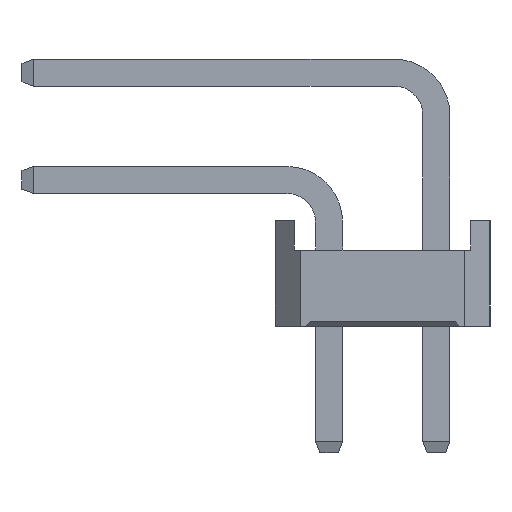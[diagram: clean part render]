
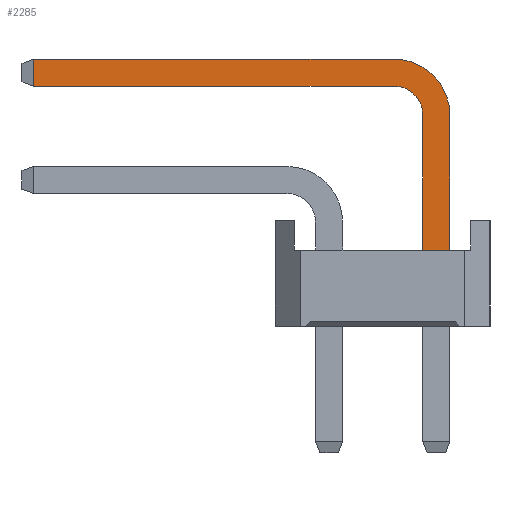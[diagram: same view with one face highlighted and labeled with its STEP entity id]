
A CAD part, left-side view. The second image highlights one B-rep face of the part: STEP entity #2285.
In plain terms, the highlighted planar face has unit normal (-1, 0, 0).
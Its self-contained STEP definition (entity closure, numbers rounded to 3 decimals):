
#2285=ADVANCED_FACE('',(#7260),#7262,.T.);
#7260=FACE_BOUND('',#7261,.T.);
#7261=EDGE_LOOP('',(#11187,#11188,#11189,#11190,#11191,#11192,#11193,#11194));
#7262=PLANE('',#7263);
#7263=AXIS2_PLACEMENT_3D('',#7264,#7265,#7266);
#7264=CARTESIAN_POINT('',(-0.32,-2.22,-3.));
#7265=DIRECTION('',(-1.,0.,0.));
#7266=DIRECTION('',(0.,-1.,0.));
#11187=ORIENTED_EDGE('',*,*,#13586,.F.);
#11188=ORIENTED_EDGE('',*,*,#13587,.F.);
#11189=ORIENTED_EDGE('',*,*,#13588,.F.);
#11190=ORIENTED_EDGE('',*,*,#13589,.F.);
#11191=ORIENTED_EDGE('',*,*,#12949,.T.);
#11192=ORIENTED_EDGE('',*,*,#13585,.T.);
#11193=ORIENTED_EDGE('',*,*,#13590,.T.);
#11194=ORIENTED_EDGE('',*,*,#13591,.T.);
#12949=EDGE_CURVE('',#14718,#14716,#14719,.T.);
#13585=EDGE_CURVE('',#14716,#15720,#15722,.T.);
#13586=EDGE_CURVE('',#15723,#15724,#15725,.T.);
#13587=EDGE_CURVE('',#15726,#15723,#15727,.T.);
#13588=EDGE_CURVE('',#15728,#15726,#15729,.T.);
#13589=EDGE_CURVE('',#14718,#15728,#15730,.T.);
#13590=EDGE_CURVE('',#15720,#15731,#15732,.T.);
#13591=EDGE_CURVE('',#15731,#15724,#15733,.T.);
#14716=VERTEX_POINT('',#17704);
#14718=VERTEX_POINT('',#17708);
#14719=LINE('',#17709,#17710);
#15720=VERTEX_POINT('',#20022);
#15722=LINE('',#20026,#20027);
#15723=VERTEX_POINT('',#20029);
#15724=VERTEX_POINT('',#20030);
#15725=LINE('',#20031,#20032);
#15726=VERTEX_POINT('',#20034);
#15727=LINE('',#20035,#20036);
#15728=VERTEX_POINT('',#20038);
#15729=CIRCLE('',#20039,0.68);
#15730=LINE('',#20043,#20044);
#15731=VERTEX_POINT('',#20046);
#15732=CIRCLE('',#20047,1.32);
#15733=LINE('',#20051,#20052);
#17704=CARTESIAN_POINT('',(-0.32,-2.86,1.8));
#17708=CARTESIAN_POINT('',(-0.32,-2.22,1.8));
#17709=CARTESIAN_POINT('',(-0.32,-2.22,1.8));
#17710=VECTOR('',#17711,1.);
#17711=DIRECTION('',(0.,-1.,0.));
#20022=CARTESIAN_POINT('',(-0.32,-2.86,5.));
#20026=CARTESIAN_POINT('',(-0.32,-2.86,1.8));
#20027=VECTOR('',#20028,1.);
#20028=DIRECTION('',(0.,0.,1.));
#20029=CARTESIAN_POINT('',(-0.32,6.995,5.68));
#20030=CARTESIAN_POINT('',(-0.32,6.995,6.32));
#20031=CARTESIAN_POINT('',(-0.32,6.995,5.68));
#20032=VECTOR('',#20033,1.);
#20033=DIRECTION('',(0.,0.,1.));
#20034=CARTESIAN_POINT('',(-0.32,-1.54,5.68));
#20035=CARTESIAN_POINT('',(-0.32,-1.54,5.68));
#20036=VECTOR('',#20037,1.);
#20037=DIRECTION('',(0.,1.,0.));
#20038=CARTESIAN_POINT('',(-0.32,-2.22,5.));
#20039=AXIS2_PLACEMENT_3D('',#20040,#20041,#20042);
#20040=CARTESIAN_POINT('',(-0.32,-1.54,5.));
#20041=DIRECTION('',(-1.,-0.,0.));
#20042=DIRECTION('',(0.,-1.,0.));
#20043=CARTESIAN_POINT('',(-0.32,-2.22,1.8));
#20044=VECTOR('',#20045,1.);
#20045=DIRECTION('',(0.,0.,1.));
#20046=CARTESIAN_POINT('',(-0.32,-1.54,6.32));
#20047=AXIS2_PLACEMENT_3D('',#20048,#20049,#20050);
#20048=CARTESIAN_POINT('',(-0.32,-1.54,5.));
#20049=DIRECTION('',(-1.,-0.,0.));
#20050=DIRECTION('',(0.,-1.,0.));
#20051=CARTESIAN_POINT('',(-0.32,-1.54,6.32));
#20052=VECTOR('',#20053,1.);
#20053=DIRECTION('',(0.,1.,0.));
